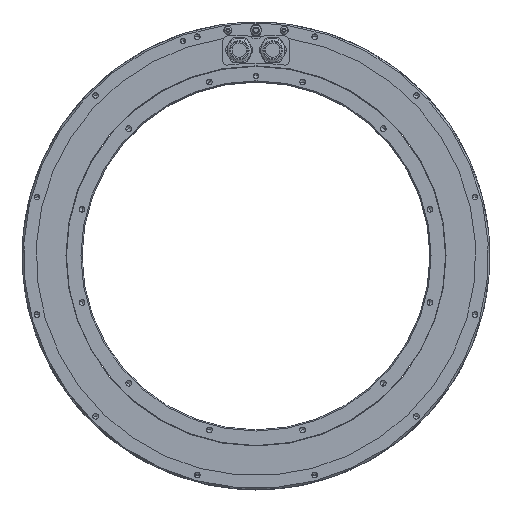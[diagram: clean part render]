
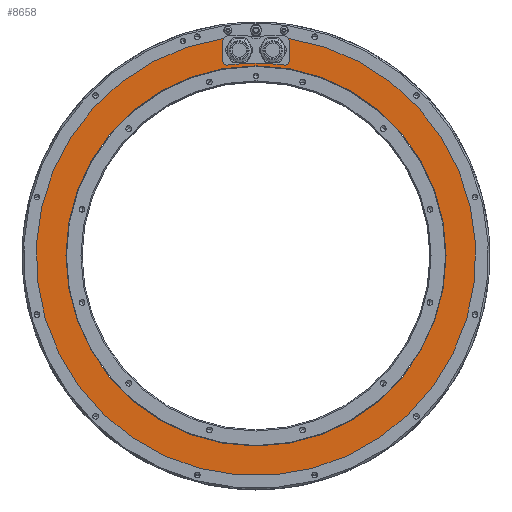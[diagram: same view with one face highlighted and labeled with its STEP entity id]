
A CAD part, top view. The second image highlights one B-rep face of the part: STEP entity #8658.
In plain terms, the highlighted planar face has unit normal (0, 0, 1).
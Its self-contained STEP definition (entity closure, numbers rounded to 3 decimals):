
#1550=CARTESIAN_POINT('',(0.,0.,-0.15));
#1551=DIRECTION('',(0.,0.,1.));
#1552=DIRECTION('',(-1.,0.,0.));
#1553=AXIS2_PLACEMENT_3D('',#1550,#1551,#1552);
#1564=CARTESIAN_POINT('',(0.,0.,-0.15));
#1565=DIRECTION('',(0.,0.,1.));
#1566=DIRECTION('',(1.,0.,0.));
#1567=AXIS2_PLACEMENT_3D('',#1564,#1565,#1566);
#1569=DIRECTION('',(0.,-1.,0.));
#1570=VECTOR('',#1569,23.088);
#1571=CARTESIAN_POINT('',(40.,258.5,-0.15));
#1572=LINE('',#1571,#1570);
#1573=CARTESIAN_POINT('',(32.,258.5,-0.15));
#1574=DIRECTION('',(0.,0.,1.));
#1575=DIRECTION('',(1.,0.,0.));
#1576=AXIS2_PLACEMENT_3D('',#1573,#1574,#1575);
#1578=CARTESIAN_POINT('',(-32.,258.5,-0.15));
#1579=DIRECTION('',(0.,0.,-1.));
#1580=DIRECTION('',(-1.,0.,0.));
#1581=AXIS2_PLACEMENT_3D('',#1578,#1579,#1580);
#1583=DIRECTION('',(0.,-1.,0.));
#1584=VECTOR('',#1583,23.088);
#1585=CARTESIAN_POINT('',(-40.,258.5,-0.15));
#1586=LINE('',#1585,#1584);
#1587=CARTESIAN_POINT('',(-35.,235.412,-0.15));
#1588=DIRECTION('',(0.,0.,1.));
#1589=DIRECTION('',(-1.,0.,0.));
#1590=AXIS2_PLACEMENT_3D('',#1587,#1588,#1589);
#1592=CARTESIAN_POINT('',(0.,0.,-0.15));
#1593=DIRECTION('',(0.,0.,1.));
#1594=DIRECTION('',(0.147,0.989,0.));
#1595=AXIS2_PLACEMENT_3D('',#1592,#1593,#1594);
#1597=CARTESIAN_POINT('',(35.,235.412,-0.15));
#1598=DIRECTION('',(0.,0.,1.));
#1599=DIRECTION('',(-0.147,-0.989,0.));
#1600=AXIS2_PLACEMENT_3D('',#1597,#1598,#1599);
#1673=CARTESIAN_POINT('',(0.,0.,-0.15));
#1674=DIRECTION('',(0.,0.,1.));
#1675=DIRECTION('',(-0.146,0.989,0.));
#1676=AXIS2_PLACEMENT_3D('',#1673,#1674,#1675);
#5014=CARTESIAN_POINT('',(-229.54,0.,-0.15));
#5015=CARTESIAN_POINT('',(229.54,0.,-0.15));
#5016=VERTEX_POINT('',#5014);
#5017=VERTEX_POINT('',#5015);
#5070=CARTESIAN_POINT('',(-38.844,262.643,
-0.15));
#5071=VERTEX_POINT('',#5070);
#5072=CARTESIAN_POINT('',(38.844,262.643,
-0.15));
#5073=VERTEX_POINT('',#5072);
#5078=CARTESIAN_POINT('',(40.,258.5,-0.15));
#5079=CARTESIAN_POINT('',(40.,235.412,-0.15));
#5080=VERTEX_POINT('',#5078);
#5081=VERTEX_POINT('',#5079);
#5082=CARTESIAN_POINT('',(-40.,258.5,-0.15));
#5083=CARTESIAN_POINT('',(-40.,235.412,-0.15));
#5084=VERTEX_POINT('',#5082);
#5085=VERTEX_POINT('',#5083);
#5086=CARTESIAN_POINT('',(34.265,230.467,
-0.15));
#5087=CARTESIAN_POINT('',(-34.265,230.467,
-0.15));
#5088=VERTEX_POINT('',#5086);
#5089=VERTEX_POINT('',#5087);
#8631=CARTESIAN_POINT('',(0.,0.,-0.15));
#8632=DIRECTION('',(0.,0.,1.));
#8633=DIRECTION('',(1.,0.,0.));
#8634=AXIS2_PLACEMENT_3D('',#8631,#8632,#8633);
#8635=PLANE('',#8634);
#8637=ORIENTED_EDGE('',*,*,#8636,.F.);
#8639=ORIENTED_EDGE('',*,*,#8638,.T.);
#8641=ORIENTED_EDGE('',*,*,#8640,.F.);
#8643=ORIENTED_EDGE('',*,*,#8642,.F.);
#8645=ORIENTED_EDGE('',*,*,#8644,.T.);
#8647=ORIENTED_EDGE('',*,*,#8646,.T.);
#8649=ORIENTED_EDGE('',*,*,#8648,.F.);
#8651=ORIENTED_EDGE('',*,*,#8650,.T.);
#8652=EDGE_LOOP('',(#8637,#8639,#8641,#8643,#8645,#8647,#8649,#8651));
#8653=FACE_OUTER_BOUND('',#8652,.F.);
#8654=ORIENTED_EDGE('',*,*,#8597,.T.);
#8655=ORIENTED_EDGE('',*,*,#8618,.T.);
#8656=EDGE_LOOP('',(#8654,#8655));
#8657=FACE_BOUND('',#8656,.F.);
#8658=ADVANCED_FACE('',(#8653,#8657),#8635,.T.);
#1554=CIRCLE('',#1553,229.54);
#1568=CIRCLE('',#1567,229.54);
#1577=CIRCLE('',#1576,8.);
#1582=CIRCLE('',#1581,8.);
#1591=CIRCLE('',#1590,5.);
#1596=CIRCLE('',#1595,233.);
#1601=CIRCLE('',#1600,5.);
#1677=CIRCLE('',#1676,265.5);
#8597=EDGE_CURVE('',#5016,#5017,#1554,.T.);
#8618=EDGE_CURVE('',#5017,#5016,#1568,.T.);
#8636=EDGE_CURVE('',#5080,#5081,#1572,.T.);
#8638=EDGE_CURVE('',#5080,#5073,#1577,.T.);
#8640=EDGE_CURVE('',#5071,#5073,#1677,.T.);
#8642=EDGE_CURVE('',#5084,#5071,#1582,.T.);
#8644=EDGE_CURVE('',#5084,#5085,#1586,.T.);
#8646=EDGE_CURVE('',#5085,#5089,#1591,.T.);
#8648=EDGE_CURVE('',#5088,#5089,#1596,.T.);
#8650=EDGE_CURVE('',#5088,#5081,#1601,.T.);
